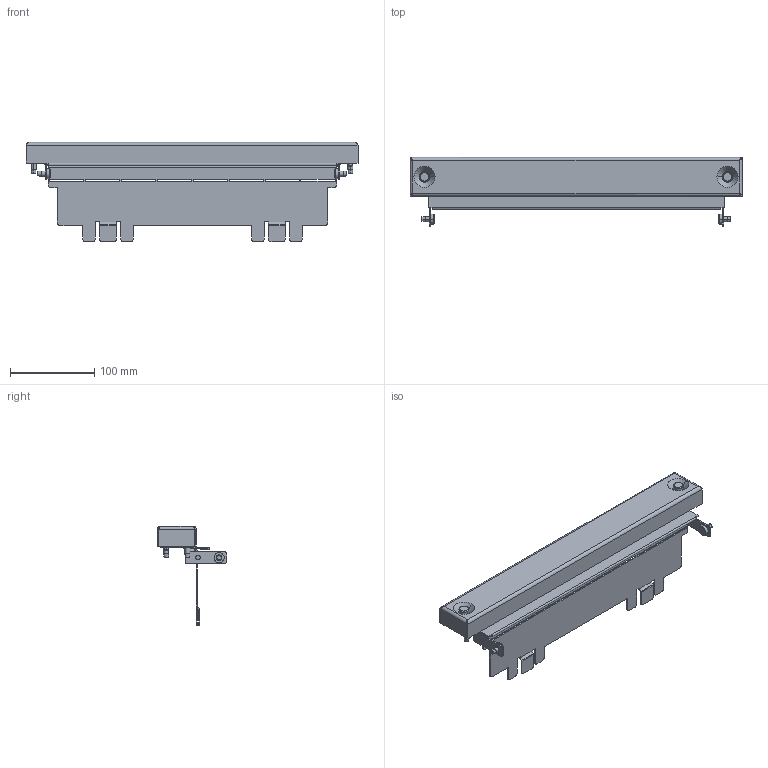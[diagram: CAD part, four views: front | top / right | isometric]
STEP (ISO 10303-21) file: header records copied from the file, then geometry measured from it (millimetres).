
FILE_DESCRIPTION(('STEP AP214'),'1');
FILE_NAME('cctmp_CD66C9B4-21A9-43E8-A191-873688B6C4E0_2023_03_28_22_31_13_0444..stp','2023-03-28T20:31:13',('SIEMENS A&D'),('CADClick - www.CADClick.com'),'Spatial InterOp 3D postprocessed',' ','unknown authorization');
FILE_SCHEMA(('AUTOMOTIVE_DESIGN'));
Length unit declared in the file: millimetre
Products named in the file (1): 2023_03_28_22_31_13_0434
Bounding box: 393.25 x 81.8 x 117.5 mm (x, y, z)
Volume: 126378.9 mm3; surface area: 173892 mm2
Topology: 1 solids, 1 shells, 454 faces, 1086 edges, 668 vertices
Faces by surface type: plane 212, cylinder 160, cone 60, bspline 22
Entity records: 15584 total; most frequent: CARTESIAN_POINT 3521, DIRECTION 2294, ORIENTED_EDGE 2172, EDGE_CURVE 1086, AXIS2_PLACEMENT_3D 823, VERTEX_POINT 668, LINE 648, VECTOR 648
